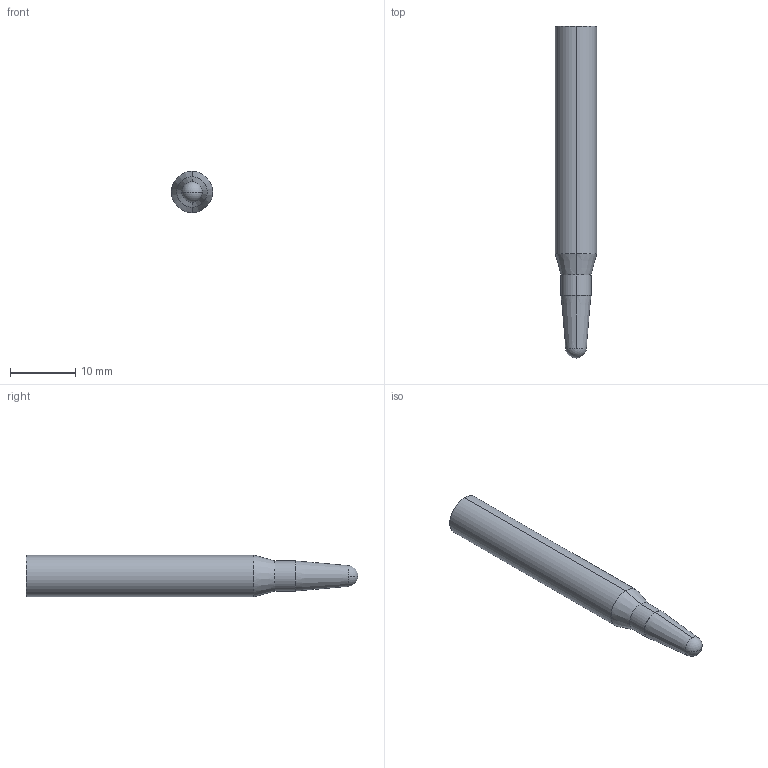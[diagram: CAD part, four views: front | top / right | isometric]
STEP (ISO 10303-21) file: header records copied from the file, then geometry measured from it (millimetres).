
FILE_DESCRIPTION (( 'STEP AP214' ), '1' );
FILE_NAME ('84875.STEP', '2023-07-06T14:45:37', ( '' ), ( '' ), 'SwSTEP 2.0', 'SolidWorks 2023', '' );
FILE_SCHEMA (( 'AUTOMOTIVE_DESIGN' ));
Length unit declared in the file: inch
Products named in the file (1): 84875
Bounding box: 6.35 x 50.8 x 6.35 mm (x, y, z)
Volume: 1338.8 mm3; surface area: 977.6 mm2
Topology: 2 solids, 2 shells, 15 faces, 28 edges, 17 vertices
Faces by surface type: cone 6, cylinder 4, plane 3, sphere 2
Entity records: 483 total; most frequent: DIRECTION 78, CARTESIAN_POINT 61, ORIENTED_EDGE 56, AXIS2_PLACEMENT_3D 34, EDGE_CURVE 28, CIRCLE 18, VERTEX_POINT 17, FACE_OUTER_BOUND 15
